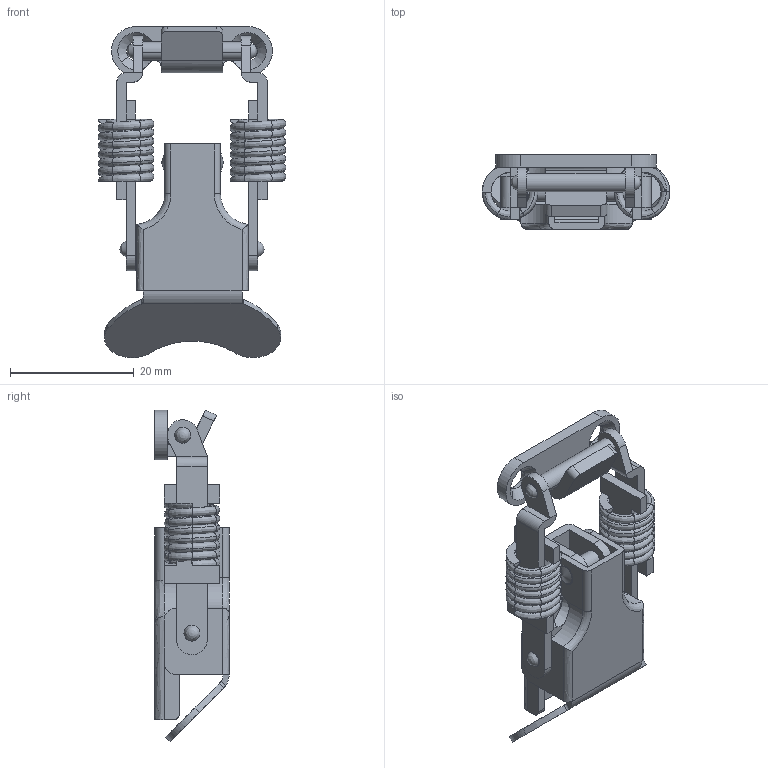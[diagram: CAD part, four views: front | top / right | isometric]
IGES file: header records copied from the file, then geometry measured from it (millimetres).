
Start section: ------------------------------------------------------------------------
Global section: file name: PC013.17236.TL_445_001_29578.igs; native system: spGate; preprocessor: ver19.8.4 (****-****-****-****); author: Unknown; organization: Unknown; date: 240614.143241; units: millimetre
Bounding box: 30.3 x 12 x 53.54 mm (x, y, z)
Volume: 3966.5 mm3; surface area: 7775.6 mm2
Topology: 12 solids, 12 shells, 403 faces, 992 edges, 621 vertices
Faces by surface type: bspline 403
